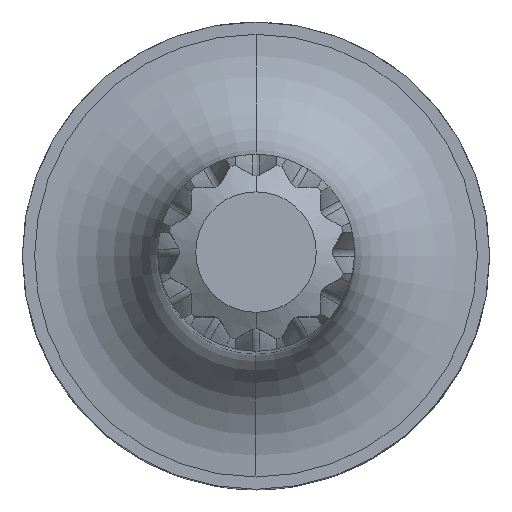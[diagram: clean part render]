
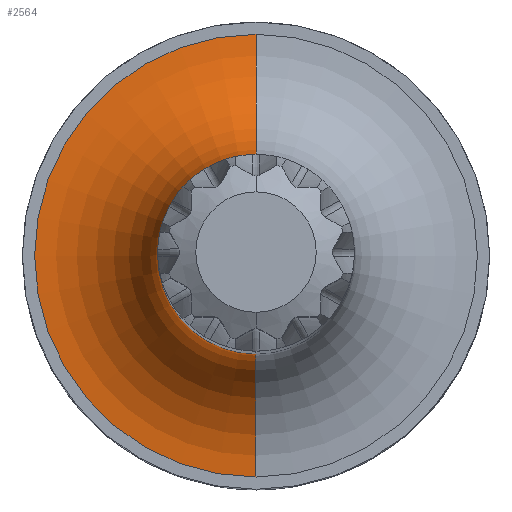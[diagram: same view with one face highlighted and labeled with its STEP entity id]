
A CAD part, top view. The second image highlights one B-rep face of the part: STEP entity #2564.
In plain terms, the highlighted toroidal (fillet/blend) face has major radius 9 mm and minor radius 5 mm.
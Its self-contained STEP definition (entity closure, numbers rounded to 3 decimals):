
#368=CARTESIAN_POINT('',(0.,0.,17.));
#369=DIRECTION('',(0.,0.,1.));
#370=DIRECTION('',(0.,1.,0.));
#371=AXIS2_PLACEMENT_3D('',#368,#369,#370);
#378=CARTESIAN_POINT('',(0.,9.,22.));
#379=DIRECTION('',(-1.,0.,0.));
#380=DIRECTION('',(0.,0.,-1.));
#381=AXIS2_PLACEMENT_3D('',#378,#379,#380);
#383=CARTESIAN_POINT('',(0.,-9.,22.));
#384=DIRECTION('',(1.,0.,0.));
#385=DIRECTION('',(0.,0.,-1.));
#386=AXIS2_PLACEMENT_3D('',#383,#384,#385);
#1010=CARTESIAN_POINT('',(0.,0.,22.));
#1011=DIRECTION('',(0.,0.,1.));
#1012=DIRECTION('',(0.,1.,0.));
#1013=AXIS2_PLACEMENT_3D('',#1010,#1011,#1012);
#2039=CARTESIAN_POINT('',(0.,9.,17.));
#2040=CARTESIAN_POINT('',(0.,-9.,17.));
#2041=VERTEX_POINT('',#2039);
#2042=VERTEX_POINT('',#2040);
#2043=CARTESIAN_POINT('',(0.,4.,22.));
#2044=CARTESIAN_POINT('',(0.,-4.,22.));
#2045=VERTEX_POINT('',#2043);
#2046=VERTEX_POINT('',#2044);
#2550=CARTESIAN_POINT('',(0.,0.,22.));
#2551=DIRECTION('',(0.,0.,1.));
#2552=DIRECTION('',(0.04,0.999,0.));
#2553=AXIS2_PLACEMENT_3D('',#2550,#2551,#2552);
#2554=TOROIDAL_SURFACE('',#2553,9.,5.);
#2555=ORIENTED_EDGE('',*,*,#2543,.F.);
#2557=ORIENTED_EDGE('',*,*,#2556,.T.);
#2559=ORIENTED_EDGE('',*,*,#2558,.T.);
#2561=ORIENTED_EDGE('',*,*,#2560,.F.);
#2562=EDGE_LOOP('',(#2555,#2557,#2559,#2561));
#2563=FACE_OUTER_BOUND('',#2562,.F.);
#2564=ADVANCED_FACE('',(#2563),#2554,.F.);
#372=CIRCLE('',#371,9.);
#382=CIRCLE('',#381,5.);
#387=CIRCLE('',#386,5.);
#1014=CIRCLE('',#1013,4.);
#2543=EDGE_CURVE('',#2041,#2042,#372,.T.);
#2556=EDGE_CURVE('',#2041,#2045,#382,.T.);
#2558=EDGE_CURVE('',#2045,#2046,#1014,.T.);
#2560=EDGE_CURVE('',#2042,#2046,#387,.T.);
